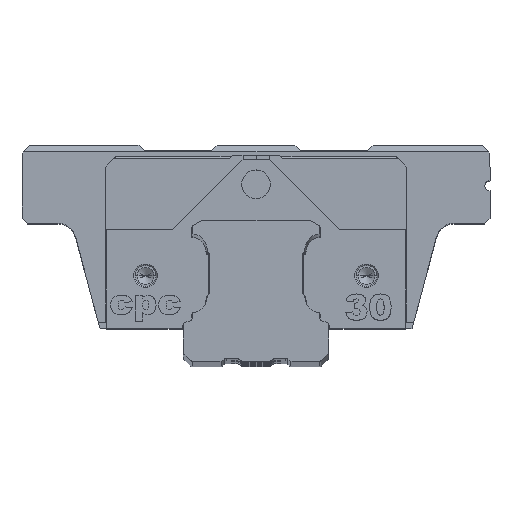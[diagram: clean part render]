
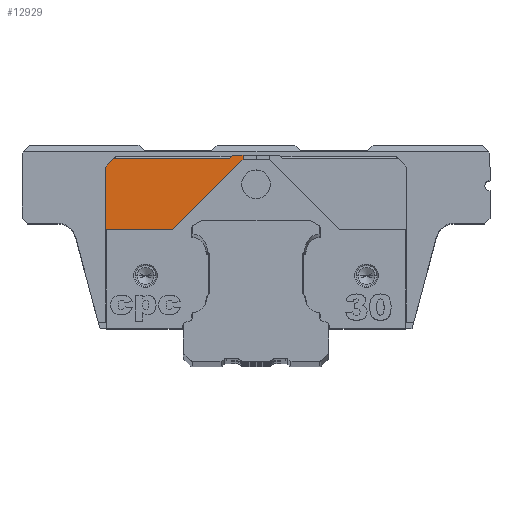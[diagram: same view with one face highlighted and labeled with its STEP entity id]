
A CAD part, top view. The second image highlights one B-rep face of the part: STEP entity #12929.
In plain terms, the highlighted planar face has unit normal (0, 0, 1).
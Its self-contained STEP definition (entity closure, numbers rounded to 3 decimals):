
#11025 = EDGE_LOOP ( 'NONE', ( #22896, #22897, #22898, #22899, #22900, #22901, #22902, #22903 ) ) ;
#12661 = EDGE_CURVE ( 'NONE', #15123, #15124, #21802, .T. ) ;
#12664 = EDGE_CURVE ( 'NONE', #15122, #15121, #21808, .T. ) ;
#12666 = EDGE_CURVE ( 'NONE', #15124, #15125, #21811, .T. ) ;
#12667 = EDGE_CURVE ( 'NONE', #15121, #15120, #21813, .T. ) ;
#12668 = EDGE_CURVE ( 'NONE', #15119, #15120, #21815, .T. ) ;
#12669 = EDGE_CURVE ( 'NONE', #15122, #15123, #21817, .T. ) ;
#12670 = EDGE_CURVE ( 'NONE', #15125, #15126, #21819, .T. ) ;
#12671 = EDGE_CURVE ( 'NONE', #15126, #15119, #21821, .T. ) ;
#12929 = ADVANCED_FACE ( 'NONE', ( #22308 ), #23638, .F. ) ;
#15119 = VERTEX_POINT ( 'NONE', #24226 ) ;
#15120 = VERTEX_POINT ( 'NONE', #24227 ) ;
#15121 = VERTEX_POINT ( 'NONE', #24228 ) ;
#15122 = VERTEX_POINT ( 'NONE', #24229 ) ;
#15123 = VERTEX_POINT ( 'NONE', #24230 ) ;
#15124 = VERTEX_POINT ( 'NONE', #24231 ) ;
#15125 = VERTEX_POINT ( 'NONE', #24232 ) ;
#15126 = VERTEX_POINT ( 'NONE', #24233 ) ;
#19027 = AXIS2_PLACEMENT_3D ( 'NONE', #23627, #23651, #23652 ) ;
#21004 = CARTESIAN_POINT ( 'NONE',  ( -4.5, 33.3, 47.75 ) ) ;
#21005 = DIRECTION ( 'NONE',  ( -1., 0., 0. ) ) ;
#21011 = CARTESIAN_POINT ( 'NONE',  ( -16., 19., 47.75 ) ) ;
#21012 = DIRECTION ( 'NONE',  ( -0.707, -0.707, 0. ) ) ;
#21015 = CARTESIAN_POINT ( 'NONE',  ( -4.8, 33., 47.75 ) ) ;
#21016 = DIRECTION ( 'NONE',  ( -0.707, -0.707, 0. ) ) ;
#21017 = CARTESIAN_POINT ( 'NONE',  ( -29., 19., 47.75 ) ) ;
#21018 = DIRECTION ( 'NONE',  ( -1., 0., 0. ) ) ;
#21019 = CARTESIAN_POINT ( 'NONE',  ( -29., 33., 47.75 ) ) ;
#21020 = DIRECTION ( 'NONE',  ( 0., -1., 0. ) ) ;
#21021 = CARTESIAN_POINT ( 'NONE',  ( -2.5, 32.5, 47.75 ) ) ;
#21022 = DIRECTION ( 'NONE',  ( 0., 1., 0. ) ) ;
#21023 = CARTESIAN_POINT ( 'NONE',  ( 29., 32.7, 47.75 ) ) ;
#21024 = DIRECTION ( 'NONE',  ( -1., 0., 0. ) ) ;
#21025 = CARTESIAN_POINT ( 'NONE',  ( -29., 31., 47.75 ) ) ;
#21026 = DIRECTION ( 'NONE',  ( -0.707, -0.707, 0. ) ) ;
#21802 = LINE ( 'NONE', #21004, #21803 ) ;
#21803 = VECTOR ( 'NONE', #21005, 1000. ) ;
#21808 = LINE ( 'NONE', #21011, #21809 ) ;
#21809 = VECTOR ( 'NONE', #21012, 1000. ) ;
#21811 = LINE ( 'NONE', #21015, #21812 ) ;
#21812 = VECTOR ( 'NONE', #21016, 1000. ) ;
#21813 = LINE ( 'NONE', #21017, #21814 ) ;
#21814 = VECTOR ( 'NONE', #21018, 1000. ) ;
#21815 = LINE ( 'NONE', #21019, #21816 ) ;
#21816 = VECTOR ( 'NONE', #21020, 1000. ) ;
#21817 = LINE ( 'NONE', #21021, #21818 ) ;
#21818 = VECTOR ( 'NONE', #21022, 1000. ) ;
#21819 = LINE ( 'NONE', #21023, #21820 ) ;
#21820 = VECTOR ( 'NONE', #21024, 1000. ) ;
#21821 = LINE ( 'NONE', #21025, #21822 ) ;
#21822 = VECTOR ( 'NONE', #21026, 1000. ) ;
#22308 = FACE_OUTER_BOUND ( 'NONE', #11025, .T. ) ;
#22896 = ORIENTED_EDGE ( 'NONE', *, *, #12668, .T. ) ;
#22897 = ORIENTED_EDGE ( 'NONE', *, *, #12667, .F. ) ;
#22898 = ORIENTED_EDGE ( 'NONE', *, *, #12664, .F. ) ;
#22899 = ORIENTED_EDGE ( 'NONE', *, *, #12669, .T. ) ;
#22900 = ORIENTED_EDGE ( 'NONE', *, *, #12661, .T. ) ;
#22901 = ORIENTED_EDGE ( 'NONE', *, *, #12666, .T. ) ;
#22902 = ORIENTED_EDGE ( 'NONE', *, *, #12670, .T. ) ;
#22903 = ORIENTED_EDGE ( 'NONE', *, *, #12671, .T. ) ;
#23627 = CARTESIAN_POINT ( 'NONE',  ( 29., 33., 47.75 ) ) ;
#23638 = PLANE ( 'NONE',  #19027 ) ;
#23651 = DIRECTION ( 'NONE',  ( 0., 0., -1. ) ) ;
#23652 = DIRECTION ( 'NONE',  ( -1., 0., 0. ) ) ;
#24226 = CARTESIAN_POINT ( 'NONE',  ( -29., 31., 47.75 ) ) ;
#24227 = CARTESIAN_POINT ( 'NONE',  ( -29., 19., 47.75 ) ) ;
#24228 = CARTESIAN_POINT ( 'NONE',  ( -16., 19., 47.75 ) ) ;
#24229 = CARTESIAN_POINT ( 'NONE',  ( -2.5, 32.5, 47.75 ) ) ;
#24230 = CARTESIAN_POINT ( 'NONE',  ( -2.5, 33.3, 47.75 ) ) ;
#24231 = CARTESIAN_POINT ( 'NONE',  ( -4.5, 33.3, 47.75 ) ) ;
#24232 = CARTESIAN_POINT ( 'NONE',  ( -5.1, 32.7, 47.75 ) ) ;
#24233 = CARTESIAN_POINT ( 'NONE',  ( -27.3, 32.7, 47.75 ) ) ;
